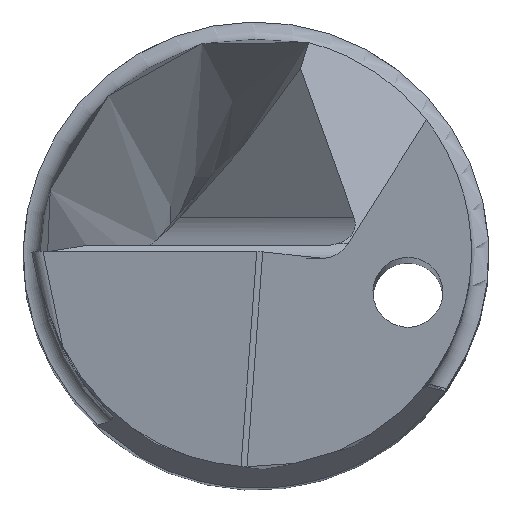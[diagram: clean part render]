
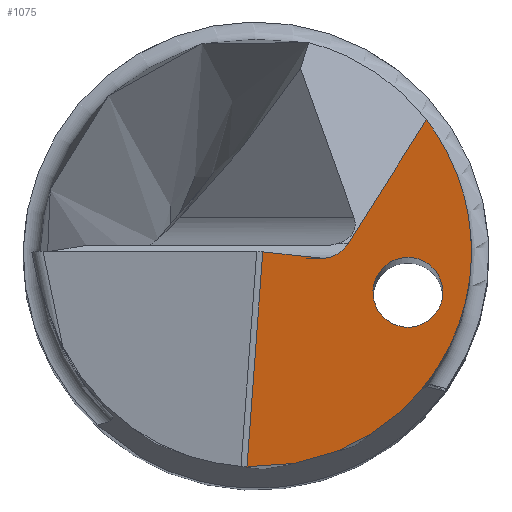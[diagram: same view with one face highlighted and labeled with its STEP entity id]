
A CAD part, top view. The second image highlights one B-rep face of the part: STEP entity #1075.
In plain terms, the highlighted planar face has unit normal (0.696, -0.174, 0.696).
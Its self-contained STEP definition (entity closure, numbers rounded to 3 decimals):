
#32 = VERTEX_POINT ( 'NONE', #429 ) ;
#52 = CARTESIAN_POINT ( 'NONE',  ( 1.472, -0.036, 58.579 ) ) ;
#53 = CARTESIAN_POINT ( 'NONE',  ( 0.124, 0.109, 59.964 ) ) ;
#58 = EDGE_LOOP ( 'NONE', ( #815 ) ) ;
#83 = PLANE ( 'NONE',  #945 ) ;
#119 = CARTESIAN_POINT ( 'NONE',  ( 5.153, -0.618, 54.753 ) ) ;
#142 = CARTESIAN_POINT ( 'NONE',  ( 1.584, 0.139, 58.511 ) ) ;
#144 = EDGE_LOOP ( 'NONE', ( #171, #776, #432, #221, #978 ) ) ;
#171 = ORIENTED_EDGE ( 'NONE', *, *, #355, .F. ) ;
#184 = DIRECTION ( 'NONE',  ( -0.707, 0., 0.707 ) ) ;
#199 = CARTESIAN_POINT ( 'NONE',  ( 0.115, -0.008, 59.943 ) ) ;
#221 = ORIENTED_EDGE ( 'NONE', *, *, #341, .T. ) ;
#250 = CARTESIAN_POINT ( 'NONE',  ( 2.316, 0.611, 57.896 ) ) ;
#251 = VECTOR ( 'NONE', #715, 1000. ) ;
#298 = VERTEX_POINT ( 'NONE', #199 ) ;
#336 = CARTESIAN_POINT ( 'NONE',  ( 0.923, -0.903, 58.911 ) ) ;
#341 = EDGE_CURVE ( 'NONE', #535, #503, #1003, .T. ) ;
#343 = CARTESIAN_POINT ( 'NONE',  ( 3.481, 0.32, 56.659 ) ) ;
#345 = CARTESIAN_POINT ( 'NONE',  ( 2.928, 2.262, 57.696 ) ) ;
#355 = EDGE_CURVE ( 'NONE', #1196, #366, #959, .T. ) ;
#366 = VERTEX_POINT ( 'NONE', #623 ) ;
#374 = DIRECTION ( 'NONE',  ( 0.696, -0.174, 0.696 ) ) ;
#426 = CARTESIAN_POINT ( 'NONE',  ( 3.19, -0.844, 56.659 ) ) ;
#429 = CARTESIAN_POINT ( 'NONE',  ( 3.19, -0.844, 56.659 ) ) ;
#432 = ORIENTED_EDGE ( 'NONE', *, *, #1231, .F. ) ;
#445 = CARTESIAN_POINT ( 'NONE',  ( 2.026, -0.554, 57.896 ) ) ;
#453 = CARTESIAN_POINT ( 'NONE',  ( 1.105, -0.115, 58.926 ) ) ;
#503 = VERTEX_POINT ( 'NONE', #345 ) ;
#514 = CARTESIAN_POINT ( 'NONE',  ( 3.48, -3.85, 55.62 ) ) ;
#525 = CARTESIAN_POINT ( 'NONE',  ( 2.928, 2.262, 57.696 ) ) ;
#535 = VERTEX_POINT ( 'NONE', #671 ) ;
#610 = CARTESIAN_POINT ( 'NONE',  ( 1.105, -0.115, 58.926 ) ) ;
#614 = CARTESIAN_POINT ( 'NONE',  ( 3.19, -0.844, 56.659 ) ) ;
#623 = CARTESIAN_POINT ( 'NONE',  ( 1.584, 0.139, 58.511 ) ) ;
#624 = DIRECTION ( 'NONE',  ( 0.072, 0.982, 0.173 ) ) ;
#671 = CARTESIAN_POINT ( 'NONE',  ( -0.155, -3.697, 59.294 ) ) ;
#687 = VECTOR ( 'NONE', #624, 1000. ) ;
#689 = CARTESIAN_POINT ( 'NONE',  ( 1.287, -0.135, 58.739 ) ) ;
#692 =( BOUNDED_CURVE ( )  B_SPLINE_CURVE ( 3, ( #426, #343, #250, #445, #994, #1197, #614 ),
 .UNSPECIFIED., .T., .F. ) 
 B_SPLINE_CURVE_WITH_KNOTS ( ( 4, 3, 4 ),
 ( 0., 3.142, 6.283 ),
 .UNSPECIFIED. ) 
 CURVE ( )  GEOMETRIC_REPRESENTATION_ITEM ( )  RATIONAL_B_SPLINE_CURVE ( ( 1., 0.333, 0.333, 1., 0.333, 0.333, 1. ) ) 
 REPRESENTATION_ITEM ( '' )  );
#715 = DIRECTION ( 'NONE',  ( 0.509, 0.804, -0.308 ) ) ;
#738 = FACE_OUTER_BOUND ( 'NONE', #144, .T. ) ;
#776 = ORIENTED_EDGE ( 'NONE', *, *, #1029, .F. ) ;
#815 = ORIENTED_EDGE ( 'NONE', *, *, #997, .F. ) ;
#817 = DIRECTION ( 'NONE',  ( 0.696, -0.075, -0.714 ) ) ;
#825 = FACE_BOUND ( 'NONE', #58, .T. ) ;
#895 = LINE ( 'NONE', #53, #687 ) ;
#945 = AXIS2_PLACEMENT_3D ( 'NONE', #1040, #374, #184 ) ;
#959 =( BOUNDED_CURVE ( )  B_SPLINE_CURVE ( 3, ( #610, #689, #52, #142 ),
 .UNSPECIFIED., .F., .F. ) 
 B_SPLINE_CURVE_WITH_KNOTS ( ( 4, 4 ),
 ( 1.222, 2.531 ),
 .UNSPECIFIED. ) 
 CURVE ( )  GEOMETRIC_REPRESENTATION_ITEM ( )  RATIONAL_B_SPLINE_CURVE ( ( 1., 0.862, 0.862, 1. ) ) 
 REPRESENTATION_ITEM ( '' )  );
#978 = ORIENTED_EDGE ( 'NONE', *, *, #1008, .F. ) ;
#994 = CARTESIAN_POINT ( 'NONE',  ( 1.735, -1.718, 57.896 ) ) ;
#997 = EDGE_CURVE ( 'NONE', #32, #32, #692, .T. ) ;
#1003 =( BOUNDED_CURVE ( )  B_SPLINE_CURVE ( 3, ( #1101, #514, #119, #525 ),
 .UNSPECIFIED., .F., .T. ) 
 B_SPLINE_CURVE_WITH_KNOTS ( ( 4, 4 ),
 ( 4.915, 7.185 ),
 .UNSPECIFIED. ) 
 CURVE ( )  GEOMETRIC_REPRESENTATION_ITEM ( )  RATIONAL_B_SPLINE_CURVE ( ( 1., 0.615, 0.615, 1. ) ) 
 REPRESENTATION_ITEM ( '' )  );
#1007 = LINE ( 'NONE', #1103, #1091 ) ;
#1008 = EDGE_CURVE ( 'NONE', #366, #503, #1098, .T. ) ;
#1029 = EDGE_CURVE ( 'NONE', #298, #1196, #1007, .T. ) ;
#1040 = CARTESIAN_POINT ( 'NONE',  ( 0.031, 0.1, 60.053 ) ) ;
#1075 = ADVANCED_FACE ( 'NONE', ( #825, #738 ), #83, .T. ) ;
#1091 = VECTOR ( 'NONE', #817, 1000. ) ;
#1098 = LINE ( 'NONE', #336, #251 ) ;
#1101 = CARTESIAN_POINT ( 'NONE',  ( -0.155, -3.697, 59.294 ) ) ;
#1103 = CARTESIAN_POINT ( 'NONE',  ( 0.014, 0.003, 60.047 ) ) ;
#1196 = VERTEX_POINT ( 'NONE', #453 ) ;
#1197 = CARTESIAN_POINT ( 'NONE',  ( 2.9, -2.008, 56.659 ) ) ;
#1231 = EDGE_CURVE ( 'NONE', #535, #298, #895, .T. ) ;
